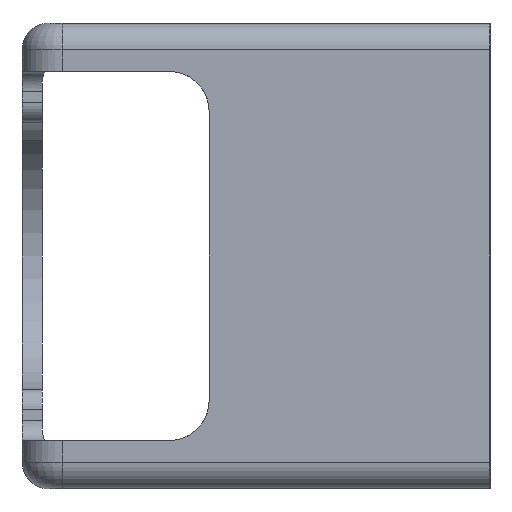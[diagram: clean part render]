
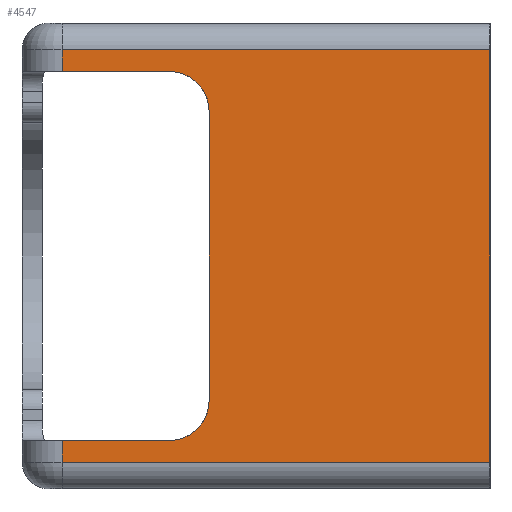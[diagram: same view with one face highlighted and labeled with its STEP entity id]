
A CAD part, left-side view. The second image highlights one B-rep face of the part: STEP entity #4547.
In plain terms, the highlighted planar face has unit normal (-1, 0, 0).
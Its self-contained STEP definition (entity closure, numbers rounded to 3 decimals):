
#26 = ORIENTED_EDGE ( 'NONE', *, *, #3549, .F. ) ;
#55 = FACE_OUTER_BOUND ( 'NONE', #3889, .T. ) ;
#67 = DIRECTION ( 'NONE',  ( 0., 0., -1. ) ) ;
#71 = ORIENTED_EDGE ( 'NONE', *, *, #2410, .T. ) ;
#85 = VECTOR ( 'NONE', #4051, 1000. ) ;
#107 = EDGE_CURVE ( 'NONE', #3790, #4013, #1021, .T. ) ;
#148 = EDGE_CURVE ( 'NONE', #1157, #636, #1645, .T. ) ;
#214 = VECTOR ( 'NONE', #667, 1000. ) ;
#239 = VECTOR ( 'NONE', #1875, 1000. ) ;
#310 = CIRCLE ( 'NONE', #608, 3. ) ;
#318 = VECTOR ( 'NONE', #1682, 1000. ) ;
#382 = DIRECTION ( 'NONE',  ( 0., 1., 0. ) ) ;
#434 = DIRECTION ( 'NONE',  ( 0., 0., -1. ) ) ;
#459 = CARTESIAN_POINT ( 'NONE',  ( -70.075, 14.5, 34.85 ) ) ;
#479 = LINE ( 'NONE', #459, #239 ) ;
#554 = ORIENTED_EDGE ( 'NONE', *, *, #3986, .T. ) ;
#608 = AXIS2_PLACEMENT_3D ( 'NONE', #2195, #1844, #3992 ) ;
#636 = VERTEX_POINT ( 'NONE', #3736 ) ;
#667 = DIRECTION ( 'NONE',  ( 0., 0., -1. ) ) ;
#690 = VECTOR ( 'NONE', #382, 1000. ) ;
#700 = DIRECTION ( 'NONE',  ( 0., -1., 0. ) ) ;
#721 = CARTESIAN_POINT ( 'NONE',  ( -70.075, 17.5, 31.225 ) ) ;
#904 = ORIENTED_EDGE ( 'NONE', *, *, #3688, .T. ) ;
#1001 = EDGE_CURVE ( 'NONE', #636, #2843, #2585, .T. ) ;
#1021 = LINE ( 'NONE', #1716, #2071 ) ;
#1030 = CARTESIAN_POINT ( 'NONE',  ( -70.075, 14.5, 2. ) ) ;
#1036 = VERTEX_POINT ( 'NONE', #1151 ) ;
#1128 = VECTOR ( 'NONE', #700, 1000. ) ;
#1151 = CARTESIAN_POINT ( 'NONE',  ( -70.075, -17.5, 2. ) ) ;
#1157 = VERTEX_POINT ( 'NONE', #2732 ) ;
#1275 = ORIENTED_EDGE ( 'NONE', *, *, #107, .T. ) ;
#1403 = LINE ( 'NONE', #721, #1128 ) ;
#1503 = CARTESIAN_POINT ( 'NONE',  ( -70.075, 14.5, 32.85 ) ) ;
#1517 = CARTESIAN_POINT ( 'NONE',  ( -70.075, 6.5, 3.625 ) ) ;
#1633 = CARTESIAN_POINT ( 'NONE',  ( -70.075, 14.5, 32.85 ) ) ;
#1645 = LINE ( 'NONE', #2700, #214 ) ;
#1682 = DIRECTION ( 'NONE',  ( 0., 0., -1. ) ) ;
#1687 = VERTEX_POINT ( 'NONE', #3782 ) ;
#1716 = CARTESIAN_POINT ( 'NONE',  ( -70.075, 14.5, 34.85 ) ) ;
#1736 = CARTESIAN_POINT ( 'NONE',  ( -70.075, 14.5, 3.625 ) ) ;
#1844 = DIRECTION ( 'NONE',  ( 1., 0., 0. ) ) ;
#1875 = DIRECTION ( 'NONE',  ( 0., 0., -1. ) ) ;
#1951 = EDGE_CURVE ( 'NONE', #4140, #1036, #3727, .T. ) ;
#2071 = VECTOR ( 'NONE', #4191, 1000. ) ;
#2106 = CARTESIAN_POINT ( 'NONE',  ( -70.075, 17.5, 3.625 ) ) ;
#2195 = CARTESIAN_POINT ( 'NONE',  ( -70.075, 6.5, 28.225 ) ) ;
#2226 = VERTEX_POINT ( 'NONE', #1736 ) ;
#2232 = PLANE ( 'NONE',  #3570 ) ;
#2410 = EDGE_CURVE ( 'NONE', #2226, #4140, #479, .T. ) ;
#2490 = ORIENTED_EDGE ( 'NONE', *, *, #1951, .T. ) ;
#2585 = CIRCLE ( 'NONE', #3542, 3. ) ;
#2609 = EDGE_CURVE ( 'NONE', #3598, #1157, #310, .T. ) ;
#2700 = CARTESIAN_POINT ( 'NONE',  ( -70.075, 3.5, 34.85 ) ) ;
#2732 = CARTESIAN_POINT ( 'NONE',  ( -70.075, 3.5, 28.225 ) ) ;
#2843 = VERTEX_POINT ( 'NONE', #1517 ) ;
#2857 = LINE ( 'NONE', #2106, #690 ) ;
#2858 = ORIENTED_EDGE ( 'NONE', *, *, #1001, .T. ) ;
#2935 = ORIENTED_EDGE ( 'NONE', *, *, #148, .T. ) ;
#3057 = CARTESIAN_POINT ( 'NONE',  ( -70.075, 6.5, 31.225 ) ) ;
#3368 = DIRECTION ( 'NONE',  ( 1., 0., 0. ) ) ;
#3399 = CARTESIAN_POINT ( 'NONE',  ( -70.075, -17.5, 34.85 ) ) ;
#3418 = CARTESIAN_POINT ( 'NONE',  ( -70.075, 14.5, 31.225 ) ) ;
#3542 = AXIS2_PLACEMENT_3D ( 'NONE', #4400, #3368, #67 ) ;
#3549 = EDGE_CURVE ( 'NONE', #1687, #1036, #4138, .T. ) ;
#3565 = VECTOR ( 'NONE', #4472, 1000. ) ;
#3566 = ORIENTED_EDGE ( 'NONE', *, *, #2609, .T. ) ;
#3570 = AXIS2_PLACEMENT_3D ( 'NONE', #4320, #3617, #434 ) ;
#3598 = VERTEX_POINT ( 'NONE', #3057 ) ;
#3617 = DIRECTION ( 'NONE',  ( 1., 0., 0. ) ) ;
#3688 = EDGE_CURVE ( 'NONE', #2843, #2226, #2857, .T. ) ;
#3727 = LINE ( 'NONE', #4435, #85 ) ;
#3731 = ORIENTED_EDGE ( 'NONE', *, *, #4165, .T. ) ;
#3736 = CARTESIAN_POINT ( 'NONE',  ( -70.075, 3.5, 6.625 ) ) ;
#3782 = CARTESIAN_POINT ( 'NONE',  ( -70.075, -17.5, 32.85 ) ) ;
#3790 = VERTEX_POINT ( 'NONE', #1503 ) ;
#3889 = EDGE_LOOP ( 'NONE', ( #3731, #3566, #2935, #2858, #904, #71, #2490, #26, #554, #1275 ) ) ;
#3986 = EDGE_CURVE ( 'NONE', #1687, #3790, #4334, .T. ) ;
#3992 = DIRECTION ( 'NONE',  ( 0., 0., -1. ) ) ;
#4013 = VERTEX_POINT ( 'NONE', #3418 ) ;
#4051 = DIRECTION ( 'NONE',  ( 0., -1., 0. ) ) ;
#4138 = LINE ( 'NONE', #3399, #318 ) ;
#4140 = VERTEX_POINT ( 'NONE', #1030 ) ;
#4165 = EDGE_CURVE ( 'NONE', #4013, #3598, #1403, .T. ) ;
#4191 = DIRECTION ( 'NONE',  ( 0., 0., -1. ) ) ;
#4320 = CARTESIAN_POINT ( 'NONE',  ( -70.075, 17.5, 34.85 ) ) ;
#4334 = LINE ( 'NONE', #1633, #3565 ) ;
#4400 = CARTESIAN_POINT ( 'NONE',  ( -70.075, 6.5, 6.625 ) ) ;
#4435 = CARTESIAN_POINT ( 'NONE',  ( -70.075, 17.5, 2. ) ) ;
#4472 = DIRECTION ( 'NONE',  ( 0., 1., 0. ) ) ;
#4547 = ADVANCED_FACE ( 'NONE', ( #55 ), #2232, .F. ) ;
